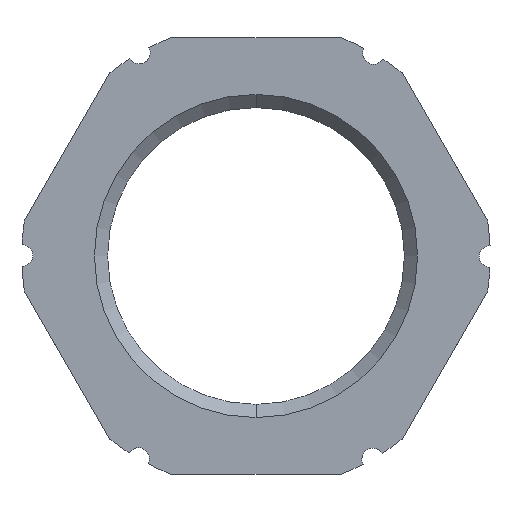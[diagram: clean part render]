
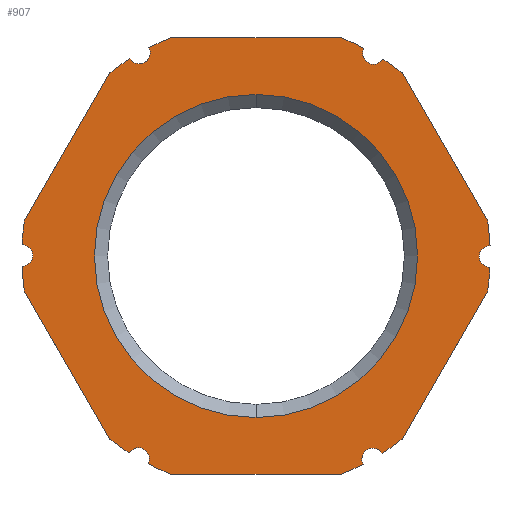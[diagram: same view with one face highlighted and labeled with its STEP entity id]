
A CAD part, front view. The second image highlights one B-rep face of the part: STEP entity #907.
In plain terms, the highlighted planar face has unit normal (0, -1, 0).
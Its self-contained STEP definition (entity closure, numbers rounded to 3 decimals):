
#84=CARTESIAN_POINT('',(0.,0.,0.));
#85=DIRECTION('',(0.,-1.,0.));
#86=DIRECTION('',(-0.999,0.,-0.045));
#87=AXIS2_PLACEMENT_3D('',#84,#85,#86);
#89=CARTESIAN_POINT('',(-14.5,0.,0.026));
#90=DIRECTION('',(0.,1.,0.));
#91=DIRECTION('',(0.025,0.,1.));
#92=AXIS2_PLACEMENT_3D('',#89,#90,#91);
#94=CARTESIAN_POINT('',(0.,0.,0.));
#95=DIRECTION('',(0.,-1.,0.));
#96=DIRECTION('',(-0.989,0.,0.149));
#97=AXIS2_PLACEMENT_3D('',#94,#95,#96);
#99=DIRECTION('',(-0.5,0.,-0.866));
#100=VECTOR('',#99,10.583);
#101=CARTESIAN_POINT('',(-9.046,0.,11.333));
#102=LINE('',#101,#100);
#103=CARTESIAN_POINT('',(0.,0.,0.));
#104=DIRECTION('',(0.,-1.,0.));
#105=DIRECTION('',(-0.538,0.,0.843));
#106=AXIS2_PLACEMENT_3D('',#103,#104,#105);
#108=CARTESIAN_POINT('',(-7.228,0.,12.57));
#109=DIRECTION('',(0.,1.,0.));
#110=DIRECTION('',(0.,0.,-1.));
#111=AXIS2_PLACEMENT_3D('',#108,#109,#110);
#113=CARTESIAN_POINT('',(-7.228,0.,12.57));
#114=DIRECTION('',(0.,1.,0.));
#115=DIRECTION('',(0.878,0.,0.478));
#116=AXIS2_PLACEMENT_3D('',#113,#114,#115);
#118=CARTESIAN_POINT('',(0.,0.,0.));
#119=DIRECTION('',(0.,-1.,0.));
#120=DIRECTION('',(-0.365,0.,0.931));
#121=AXIS2_PLACEMENT_3D('',#118,#119,#120);
#123=CARTESIAN_POINT('',(0.,0.,0.));
#124=DIRECTION('',(0.,-1.,0.));
#125=DIRECTION('',(0.461,0.,0.888));
#126=AXIS2_PLACEMENT_3D('',#123,#124,#125);
#128=CARTESIAN_POINT('',(7.272,0.,12.545));
#129=DIRECTION('',(0.,1.,0.));
#130=DIRECTION('',(0.,0.,-1.));
#131=AXIS2_PLACEMENT_3D('',#128,#129,#130);
#133=CARTESIAN_POINT('',(7.272,0.,12.545));
#134=DIRECTION('',(0.,1.,0.));
#135=DIRECTION('',(0.853,0.,-0.522));
#136=AXIS2_PLACEMENT_3D('',#133,#134,#135);
#138=CARTESIAN_POINT('',(0.,0.,0.));
#139=DIRECTION('',(0.,-1.,0.));
#140=DIRECTION('',(0.624,0.,0.782));
#141=AXIS2_PLACEMENT_3D('',#138,#139,#140);
#143=DIRECTION('',(-0.5,0.,0.866));
#144=VECTOR('',#143,10.583);
#145=CARTESIAN_POINT('',(14.337,0.,2.167));
#146=LINE('',#145,#144);
#147=CARTESIAN_POINT('',(0.,0.,0.));
#148=DIRECTION('',(0.,-1.,0.));
#149=DIRECTION('',(0.999,0.,0.045));
#150=AXIS2_PLACEMENT_3D('',#147,#148,#149);
#152=CARTESIAN_POINT('',(14.5,0.,-0.026));
#153=DIRECTION('',(0.,1.,0.));
#154=DIRECTION('',(-0.025,0.,-1.));
#155=AXIS2_PLACEMENT_3D('',#152,#153,#154);
#157=CARTESIAN_POINT('',(0.,0.,0.));
#158=DIRECTION('',(0.,-1.,0.));
#159=DIRECTION('',(0.989,0.,-0.149));
#160=AXIS2_PLACEMENT_3D('',#157,#158,#159);
#162=DIRECTION('',(0.5,0.,0.866));
#163=VECTOR('',#162,10.583);
#164=CARTESIAN_POINT('',(9.046,0.,-11.333));
#165=LINE('',#164,#163);
#166=CARTESIAN_POINT('',(0.,0.,0.));
#167=DIRECTION('',(0.,-1.,0.));
#168=DIRECTION('',(0.538,0.,-0.843));
#169=AXIS2_PLACEMENT_3D('',#166,#167,#168);
#171=CARTESIAN_POINT('',(7.228,0.,-12.57));
#172=DIRECTION('',(0.,1.,0.));
#173=DIRECTION('',(-0.878,0.,-0.478));
#174=AXIS2_PLACEMENT_3D('',#171,#172,#173);
#176=CARTESIAN_POINT('',(0.,0.,0.));
#177=DIRECTION('',(0.,-1.,0.));
#178=DIRECTION('',(0.365,0.,-0.931));
#179=AXIS2_PLACEMENT_3D('',#176,#177,#178);
#181=CARTESIAN_POINT('',(0.,0.,0.));
#182=DIRECTION('',(0.,-1.,0.));
#183=DIRECTION('',(-0.461,0.,-0.888));
#184=AXIS2_PLACEMENT_3D('',#181,#182,#183);
#186=CARTESIAN_POINT('',(-7.272,0.,-12.545));
#187=DIRECTION('',(0.,1.,0.));
#188=DIRECTION('',(-0.853,0.,0.522));
#189=AXIS2_PLACEMENT_3D('',#186,#187,#188);
#191=CARTESIAN_POINT('',(0.,0.,0.));
#192=DIRECTION('',(0.,-1.,0.));
#193=DIRECTION('',(-0.624,0.,-0.782));
#194=AXIS2_PLACEMENT_3D('',#191,#192,#193);
#196=DIRECTION('',(0.5,0.,-0.866));
#197=VECTOR('',#196,10.583);
#198=CARTESIAN_POINT('',(-14.337,0.,-2.167));
#199=LINE('',#198,#197);
#200=CARTESIAN_POINT('',(0.,0.,0.));
#201=DIRECTION('',(0.,1.,0.));
#202=DIRECTION('',(0.,0.,-1.));
#203=AXIS2_PLACEMENT_3D('',#200,#201,#202);
#205=CARTESIAN_POINT('',(0.,0.,0.));
#206=DIRECTION('',(0.,1.,0.));
#207=DIRECTION('',(0.,0.,1.));
#208=AXIS2_PLACEMENT_3D('',#205,#206,#207);
#448=DIRECTION('',(1.,0.,0.));
#449=VECTOR('',#448,10.583);
#450=CARTESIAN_POINT('',(-5.292,0.,-13.5));
#451=LINE('',#450,#449);
#613=DIRECTION('',(-1.,0.,0.));
#614=VECTOR('',#613,10.583);
#615=CARTESIAN_POINT('',(5.292,0.,13.5));
#616=LINE('',#615,#614);
#685=CARTESIAN_POINT('',(0.,0.,10.));
#686=VERTEX_POINT('',#685);
#687=CARTESIAN_POINT('',(0.,0.,-10.));
#688=VERTEX_POINT('',#687);
#691=CARTESIAN_POINT('',(7.272,0.,11.87));
#692=VERTEX_POINT('',#691);
#693=CARTESIAN_POINT('',(7.848,0.,12.193));
#694=VERTEX_POINT('',#693);
#697=CARTESIAN_POINT('',(-7.228,0.,11.895));
#698=VERTEX_POINT('',#697);
#699=CARTESIAN_POINT('',(-6.635,0.,12.893));
#700=VERTEX_POINT('',#699);
#749=CARTESIAN_POINT('',(-14.337,0.,-2.167));
#750=VERTEX_POINT('',#749);
#751=CARTESIAN_POINT('',(-14.485,0.,-0.649));
#752=VERTEX_POINT('',#751);
#753=CARTESIAN_POINT('',(-6.68,0.,-12.869));
#754=VERTEX_POINT('',#753);
#755=CARTESIAN_POINT('',(-5.292,0.,-13.5));
#756=VERTEX_POINT('',#755);
#757=CARTESIAN_POINT('',(-9.046,0.,-11.333));
#758=CARTESIAN_POINT('',(-7.848,0.,-12.193));
#759=VERTEX_POINT('',#757);
#760=VERTEX_POINT('',#758);
#761=CARTESIAN_POINT('',(7.805,0.,-12.22));
#762=VERTEX_POINT('',#761);
#763=CARTESIAN_POINT('',(9.046,0.,-11.333));
#764=VERTEX_POINT('',#763);
#765=CARTESIAN_POINT('',(5.292,0.,-13.5));
#766=CARTESIAN_POINT('',(6.635,0.,-12.893));
#767=VERTEX_POINT('',#765);
#768=VERTEX_POINT('',#766);
#769=CARTESIAN_POINT('',(14.485,0.,0.649));
#770=VERTEX_POINT('',#769);
#771=CARTESIAN_POINT('',(14.337,0.,2.167));
#772=VERTEX_POINT('',#771);
#773=CARTESIAN_POINT('',(14.337,0.,-2.167));
#774=CARTESIAN_POINT('',(14.483,0.,-0.7));
#775=VERTEX_POINT('',#773);
#776=VERTEX_POINT('',#774);
#777=CARTESIAN_POINT('',(6.68,0.,12.869));
#778=VERTEX_POINT('',#777);
#779=CARTESIAN_POINT('',(5.292,0.,13.5));
#780=VERTEX_POINT('',#779);
#781=CARTESIAN_POINT('',(9.046,0.,11.333));
#782=VERTEX_POINT('',#781);
#783=CARTESIAN_POINT('',(-7.805,0.,12.22));
#784=VERTEX_POINT('',#783);
#785=CARTESIAN_POINT('',(-9.046,0.,11.333));
#786=VERTEX_POINT('',#785);
#787=CARTESIAN_POINT('',(-5.292,0.,13.5));
#788=VERTEX_POINT('',#787);
#789=CARTESIAN_POINT('',(-14.337,0.,2.167));
#790=CARTESIAN_POINT('',(-14.483,0.,0.7));
#791=VERTEX_POINT('',#789);
#792=VERTEX_POINT('',#790);
#844=CARTESIAN_POINT('',(0.,0.,0.));
#845=DIRECTION('',(0.,1.,0.));
#846=DIRECTION('',(0.,0.,-1.));
#847=AXIS2_PLACEMENT_3D('',#844,#845,#846);
#848=PLANE('',#847);
#850=ORIENTED_EDGE('',*,*,#849,.F.);
#852=ORIENTED_EDGE('',*,*,#851,.F.);
#854=ORIENTED_EDGE('',*,*,#853,.F.);
#856=ORIENTED_EDGE('',*,*,#855,.F.);
#858=ORIENTED_EDGE('',*,*,#857,.F.);
#860=ORIENTED_EDGE('',*,*,#859,.F.);
#862=ORIENTED_EDGE('',*,*,#861,.F.);
#864=ORIENTED_EDGE('',*,*,#863,.F.);
#866=ORIENTED_EDGE('',*,*,#865,.F.);
#868=ORIENTED_EDGE('',*,*,#867,.F.);
#870=ORIENTED_EDGE('',*,*,#869,.F.);
#871=ORIENTED_EDGE('',*,*,#802,.F.);
#872=ORIENTED_EDGE('',*,*,#835,.F.);
#874=ORIENTED_EDGE('',*,*,#873,.F.);
#876=ORIENTED_EDGE('',*,*,#875,.F.);
#878=ORIENTED_EDGE('',*,*,#877,.F.);
#880=ORIENTED_EDGE('',*,*,#879,.F.);
#882=ORIENTED_EDGE('',*,*,#881,.F.);
#884=ORIENTED_EDGE('',*,*,#883,.F.);
#886=ORIENTED_EDGE('',*,*,#885,.F.);
#888=ORIENTED_EDGE('',*,*,#887,.F.);
#890=ORIENTED_EDGE('',*,*,#889,.F.);
#892=ORIENTED_EDGE('',*,*,#891,.F.);
#894=ORIENTED_EDGE('',*,*,#893,.F.);
#896=ORIENTED_EDGE('',*,*,#895,.F.);
#898=ORIENTED_EDGE('',*,*,#897,.F.);
#899=EDGE_LOOP('',(#850,#852,#854,#856,#858,#860,#862,#864,#866,#868,#870,#871,
#872,#874,#876,#878,#880,#882,#884,#886,#888,#890,#892,#894,#896,#898));
#900=FACE_OUTER_BOUND('',#899,.F.);
#902=ORIENTED_EDGE('',*,*,#901,.F.);
#904=ORIENTED_EDGE('',*,*,#903,.F.);
#905=EDGE_LOOP('',(#902,#904));
#906=FACE_BOUND('',#905,.F.);
#907=ADVANCED_FACE('',(#900,#906),#848,.F.);
#88=CIRCLE('',#87,14.5);
#93=CIRCLE('',#92,0.675);
#98=CIRCLE('',#97,14.5);
#107=CIRCLE('',#106,14.5);
#112=CIRCLE('',#111,0.675);
#117=CIRCLE('',#116,0.675);
#122=CIRCLE('',#121,14.5);
#127=CIRCLE('',#126,14.5);
#132=CIRCLE('',#131,0.675);
#137=CIRCLE('',#136,0.675);
#142=CIRCLE('',#141,14.5);
#151=CIRCLE('',#150,14.5);
#156=CIRCLE('',#155,0.675);
#161=CIRCLE('',#160,14.5);
#170=CIRCLE('',#169,14.5);
#175=CIRCLE('',#174,0.675);
#180=CIRCLE('',#179,14.5);
#185=CIRCLE('',#184,14.5);
#190=CIRCLE('',#189,0.675);
#195=CIRCLE('',#194,14.5);
#204=CIRCLE('',#203,10.);
#209=CIRCLE('',#208,10.);
#802=EDGE_CURVE('',#694,#692,#137,.T.);
#835=EDGE_CURVE('',#782,#694,#142,.T.);
#849=EDGE_CURVE('',#752,#750,#88,.T.);
#851=EDGE_CURVE('',#792,#752,#93,.T.);
#853=EDGE_CURVE('',#791,#792,#98,.T.);
#855=EDGE_CURVE('',#786,#791,#102,.T.);
#857=EDGE_CURVE('',#784,#786,#107,.T.);
#859=EDGE_CURVE('',#698,#784,#112,.T.);
#861=EDGE_CURVE('',#700,#698,#117,.T.);
#863=EDGE_CURVE('',#788,#700,#122,.T.);
#865=EDGE_CURVE('',#780,#788,#616,.T.);
#867=EDGE_CURVE('',#778,#780,#127,.T.);
#869=EDGE_CURVE('',#692,#778,#132,.T.);
#873=EDGE_CURVE('',#772,#782,#146,.T.);
#875=EDGE_CURVE('',#770,#772,#151,.T.);
#877=EDGE_CURVE('',#776,#770,#156,.T.);
#879=EDGE_CURVE('',#775,#776,#161,.T.);
#881=EDGE_CURVE('',#764,#775,#165,.T.);
#883=EDGE_CURVE('',#762,#764,#170,.T.);
#885=EDGE_CURVE('',#768,#762,#175,.T.);
#887=EDGE_CURVE('',#767,#768,#180,.T.);
#889=EDGE_CURVE('',#756,#767,#451,.T.);
#891=EDGE_CURVE('',#754,#756,#185,.T.);
#893=EDGE_CURVE('',#760,#754,#190,.T.);
#895=EDGE_CURVE('',#759,#760,#195,.T.);
#897=EDGE_CURVE('',#750,#759,#199,.T.);
#901=EDGE_CURVE('',#688,#686,#204,.T.);
#903=EDGE_CURVE('',#686,#688,#209,.T.);
